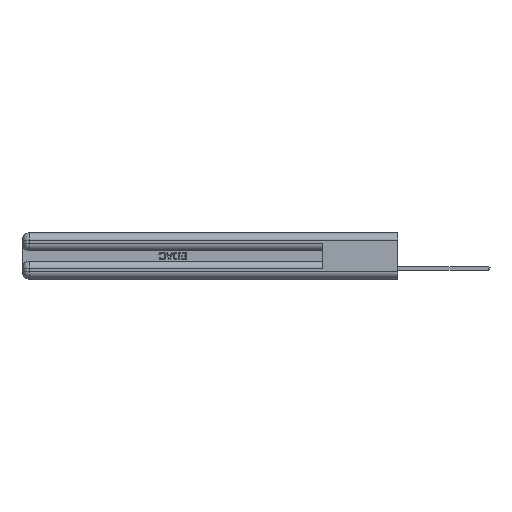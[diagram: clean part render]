
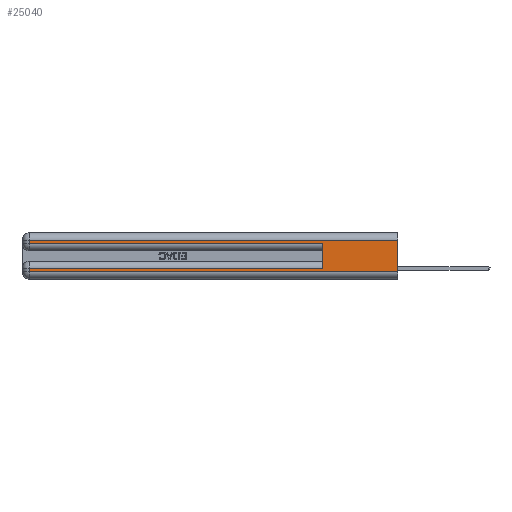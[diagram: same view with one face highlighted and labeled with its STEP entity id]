
A CAD part, left-side view. The second image highlights one B-rep face of the part: STEP entity #25040.
In plain terms, the highlighted planar face has unit normal (-1, 0, 0).
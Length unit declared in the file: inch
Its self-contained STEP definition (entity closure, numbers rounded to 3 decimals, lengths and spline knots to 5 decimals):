
#302 = LINE ( 'NONE', #41997, #17892 ) ;
#945 = EDGE_LOOP ( 'NONE', ( #54110, #32994, #46460, #43796, #16885, #27533, #21791, #14920 ) ) ;
#1092 = VERTEX_POINT ( 'NONE', #46209 ) ;
#1521 = LINE ( 'NONE', #48392, #31072 ) ;
#4172 = DIRECTION ( 'NONE',  ( 0., 0., -1. ) ) ;
#5239 = LINE ( 'NONE', #46300, #36161 ) ;
#9385 = VERTEX_POINT ( 'NONE', #18955 ) ;
#9777 = CARTESIAN_POINT ( 'NONE',  ( 0., 0.6, 0.085 ) ) ;
#9964 = CARTESIAN_POINT ( 'NONE',  ( 0., 2.94, 0.085 ) ) ;
#11757 = CARTESIAN_POINT ( 'NONE',  ( 0., 2.94, 0.37 ) ) ;
#12989 = VERTEX_POINT ( 'NONE', #48240 ) ;
#14920 = ORIENTED_EDGE ( 'NONE', *, *, #17945, .T. ) ;
#16885 = ORIENTED_EDGE ( 'NONE', *, *, #49838, .F. ) ;
#17062 = EDGE_CURVE ( 'NONE', #23238, #44398, #48882, .T. ) ;
#17436 = CARTESIAN_POINT ( 'NONE',  ( 0., 0., 0.085 ) ) ;
#17892 = VECTOR ( 'NONE', #4172, 39.37008 ) ;
#17945 = EDGE_CURVE ( 'NONE', #9385, #1092, #28519, .T. ) ;
#18955 = CARTESIAN_POINT ( 'NONE',  ( 0., 2.94, 0.06 ) ) ;
#20618 = LINE ( 'NONE', #22954, #44810 ) ;
#21791 = ORIENTED_EDGE ( 'NONE', *, *, #22267, .T. ) ;
#22166 = LINE ( 'NONE', #47119, #30037 ) ;
#22267 = EDGE_CURVE ( 'NONE', #44398, #9385, #302, .T. ) ;
#22547 = DIRECTION ( 'NONE',  ( 1., 0., 0. ) ) ;
#22954 = CARTESIAN_POINT ( 'NONE',  ( 0., 0., 0.37 ) ) ;
#23238 = VERTEX_POINT ( 'NONE', #9777 ) ;
#24062 = CARTESIAN_POINT ( 'NONE',  ( 0., 2.94, 0.285 ) ) ;
#24269 = FACE_OUTER_BOUND ( 'NONE', #945, .T. ) ;
#25040 = ADVANCED_FACE ( 'NONE', ( #24269 ), #27167, .F. ) ;
#27167 = PLANE ( 'NONE',  #52764 ) ;
#27533 = ORIENTED_EDGE ( 'NONE', *, *, #17062, .T. ) ;
#27835 = EDGE_CURVE ( 'NONE', #12989, #45354, #31865, .T. ) ;
#28519 = LINE ( 'NONE', #35326, #44852 ) ;
#29752 = DIRECTION ( 'NONE',  ( 0., -1., 0. ) ) ;
#30037 = VECTOR ( 'NONE', #38435, 39.37008 ) ;
#31072 = VECTOR ( 'NONE', #29752, 39.37008 ) ;
#31865 = LINE ( 'NONE', #11757, #34426 ) ;
#32439 = DIRECTION ( 'NONE',  ( 0., 1., 0. ) ) ;
#32994 = ORIENTED_EDGE ( 'NONE', *, *, #51275, .T. ) ;
#34280 = DIRECTION ( 'NONE',  ( 0., 0., 1. ) ) ;
#34334 = EDGE_CURVE ( 'NONE', #45354, #49135, #1521, .T. ) ;
#34426 = VECTOR ( 'NONE', #41982, 39.37008 ) ;
#35326 = CARTESIAN_POINT ( 'NONE',  ( 0., 0., 0.06 ) ) ;
#36161 = VECTOR ( 'NONE', #34280, 39.37008 ) ;
#36278 = DIRECTION ( 'NONE',  ( 0., -1., 0. ) ) ;
#38435 = DIRECTION ( 'NONE',  ( 0., 1., 0. ) ) ;
#40643 = VERTEX_POINT ( 'NONE', #51420 ) ;
#41982 = DIRECTION ( 'NONE',  ( 0., 0., -1. ) ) ;
#41997 = CARTESIAN_POINT ( 'NONE',  ( 0., 2.94, 0.37 ) ) ;
#43608 = DIRECTION ( 'NONE',  ( 0., 0., -1. ) ) ;
#43796 = ORIENTED_EDGE ( 'NONE', *, *, #34334, .T. ) ;
#44398 = VERTEX_POINT ( 'NONE', #9964 ) ;
#44810 = VECTOR ( 'NONE', #43608, 39.37008 ) ;
#44852 = VECTOR ( 'NONE', #36278, 39.37008 ) ;
#45345 = CARTESIAN_POINT ( 'NONE',  ( 0., 0.6, 0.285 ) ) ;
#45354 = VERTEX_POINT ( 'NONE', #24062 ) ;
#46209 = CARTESIAN_POINT ( 'NONE',  ( 0., 0., 0.06 ) ) ;
#46300 = CARTESIAN_POINT ( 'NONE',  ( 0., 0.6, 0.145 ) ) ;
#46380 = EDGE_CURVE ( 'NONE', #40643, #1092, #20618, .T. ) ;
#46460 = ORIENTED_EDGE ( 'NONE', *, *, #27835, .T. ) ;
#47119 = CARTESIAN_POINT ( 'NONE',  ( 0., 0., 0.31 ) ) ;
#47368 = CARTESIAN_POINT ( 'NONE',  ( 0., 0., 0.37 ) ) ;
#48240 = CARTESIAN_POINT ( 'NONE',  ( 0., 2.94, 0.31 ) ) ;
#48392 = CARTESIAN_POINT ( 'NONE',  ( 0., 0., 0.285 ) ) ;
#48882 = LINE ( 'NONE', #17436, #53448 ) ;
#49135 = VERTEX_POINT ( 'NONE', #45345 ) ;
#49838 = EDGE_CURVE ( 'NONE', #23238, #49135, #5239, .T. ) ;
#51275 = EDGE_CURVE ( 'NONE', #40643, #12989, #22166, .T. ) ;
#51420 = CARTESIAN_POINT ( 'NONE',  ( 0., 0., 0.31 ) ) ;
#51910 = DIRECTION ( 'NONE',  ( 0., 0., -1. ) ) ;
#52764 = AXIS2_PLACEMENT_3D ( 'NONE', #47368, #22547, #51910 ) ;
#53448 = VECTOR ( 'NONE', #32439, 39.37008 ) ;
#54110 = ORIENTED_EDGE ( 'NONE', *, *, #46380, .F. ) ;
